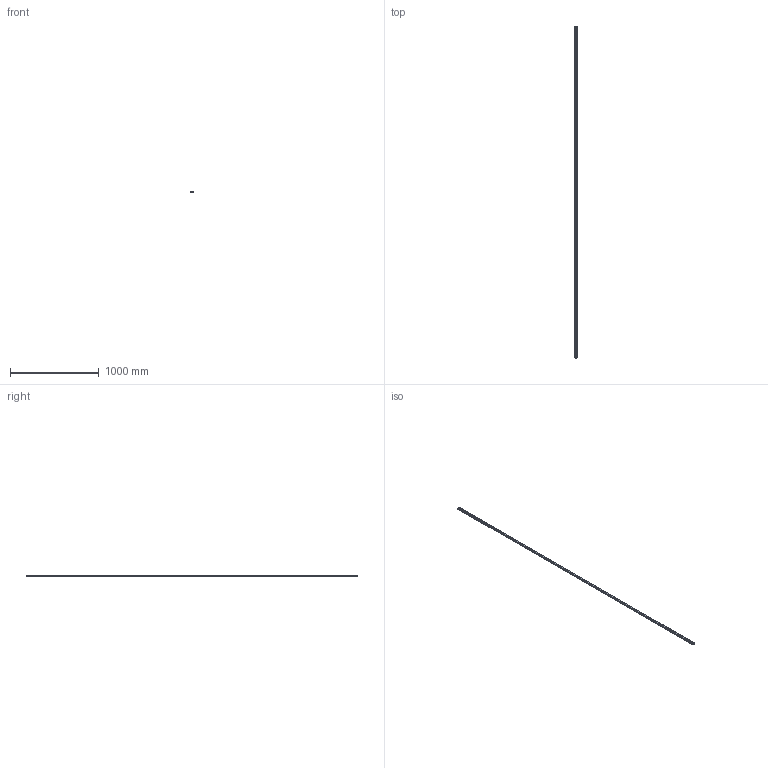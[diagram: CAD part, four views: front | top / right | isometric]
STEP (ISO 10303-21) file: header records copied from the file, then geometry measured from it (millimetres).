
FILE_DESCRIPTION(('STEP AP214'),'1');
FILE_NAME('cctmp_F6877547-09CB-4038-80A7-AD7683537FF6_2021_02_09_14_15_11_0299..stp','2021-02-09T13:15:11',('HIWIN GmbH'),('CADClick - www.CADClick.com'),'Spatial InterOp 3D',' ','unknown authorization');
FILE_SCHEMA(('AUTOMOTIVE_DESIGN'));
Length unit declared in the file: millimetre
Products named in the file (1): EGR25R3740C_FILE
Bounding box: 23 x 3740 x 18 mm (x, y, z)
Volume: 1285600.5 mm3; surface area: 347731.9 mm2
Topology: 1 solids, 1 shells, 861 faces, 2187 edges, 1458 vertices
Faces by surface type: plane 463, cylinder 398
Entity records: 33593 total; most frequent: DIRECTION 5211, CARTESIAN_POINT 4507, ORIENTED_EDGE 4374, EDGE_CURVE 2187, AXIS2_PLACEMENT_3D 2162, VERTEX_POINT 1458, CIRCLE 1048, EDGE_LOOP 991
